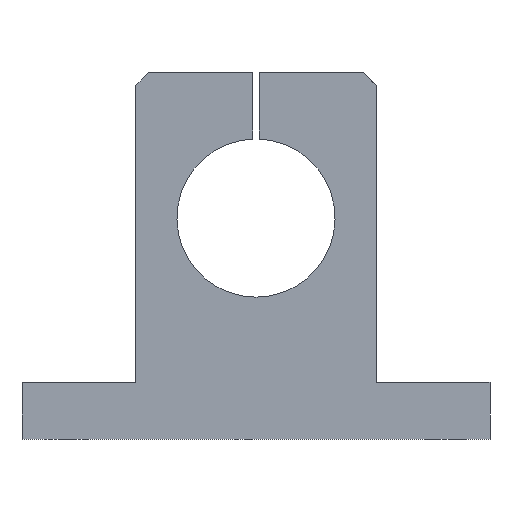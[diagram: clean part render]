
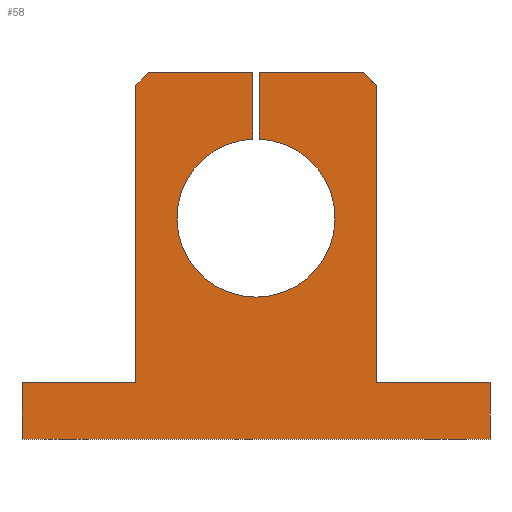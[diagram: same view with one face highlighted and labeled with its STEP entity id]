
A CAD part, front view. The second image highlights one B-rep face of the part: STEP entity #58.
In plain terms, the highlighted planar face has unit normal (0, -1, 0).
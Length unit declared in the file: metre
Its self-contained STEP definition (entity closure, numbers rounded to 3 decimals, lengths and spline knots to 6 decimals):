
#58 = ADVANCED_FACE( '', ( #139 ), #140, .F. );
#139 = FACE_OUTER_BOUND( '', #247, .T. );
#140 = PLANE( '', #248 );
#247 = EDGE_LOOP( '', ( #354, #355, #356, #357, #358, #359, #360, #361, #362, #363, #364, #365, #366, #367 ) );
#248 = AXIS2_PLACEMENT_3D( '', #368, #369, #370 );
#354 = ORIENTED_EDGE( '', *, *, #610, .F. );
#355 = ORIENTED_EDGE( '', *, *, #611, .T. );
#356 = ORIENTED_EDGE( '', *, *, #612, .F. );
#357 = ORIENTED_EDGE( '', *, *, #613, .T. );
#358 = ORIENTED_EDGE( '', *, *, #614, .T. );
#359 = ORIENTED_EDGE( '', *, *, #615, .T. );
#360 = ORIENTED_EDGE( '', *, *, #616, .F. );
#361 = ORIENTED_EDGE( '', *, *, #617, .T. );
#362 = ORIENTED_EDGE( '', *, *, #618, .F. );
#363 = ORIENTED_EDGE( '', *, *, #619, .F. );
#364 = ORIENTED_EDGE( '', *, *, #620, .F. );
#365 = ORIENTED_EDGE( '', *, *, #621, .F. );
#366 = ORIENTED_EDGE( '', *, *, #622, .F. );
#367 = ORIENTED_EDGE( '', *, *, #623, .F. );
#368 = CARTESIAN_POINT( '', ( -0.037, -0.0125, 0. ) );
#369 = DIRECTION( '', ( 0., 1., 0. ) );
#370 = DIRECTION( '', ( 0., 0., 1. ) );
#610 = EDGE_CURVE( '', #716, #717, #718, .T. );
#611 = EDGE_CURVE( '', #716, #719, #720, .F. );
#612 = EDGE_CURVE( '', #721, #719, #722, .T. );
#613 = EDGE_CURVE( '', #721, #723, #724, .T. );
#614 = EDGE_CURVE( '', #723, #725, #726, .T. );
#615 = EDGE_CURVE( '', #725, #727, #728, .T. );
#616 = EDGE_CURVE( '', #729, #727, #730, .T. );
#617 = EDGE_CURVE( '', #729, #731, #732, .F. );
#618 = EDGE_CURVE( '', #733, #731, #734, .T. );
#619 = EDGE_CURVE( '', #735, #733, #736, .T. );
#620 = EDGE_CURVE( '', #737, #735, #738, .T. );
#621 = EDGE_CURVE( '', #739, #737, #740, .T. );
#622 = EDGE_CURVE( '', #741, #739, #742, .T. );
#623 = EDGE_CURVE( '', #717, #741, #743, .T. );
#716 = VERTEX_POINT( '', #867 );
#717 = VERTEX_POINT( '', #868 );
#718 = LINE( '', #869, #870 );
#719 = VERTEX_POINT( '', #871 );
#720 = LINE( '', #872, #873 );
#721 = VERTEX_POINT( '', #874 );
#722 = LINE( '', #875, #876 );
#723 = VERTEX_POINT( '', #877 );
#724 = LINE( '', #878, #879 );
#725 = VERTEX_POINT( '', #880 );
#726 = CIRCLE( '', #881, 0.0125 );
#727 = VERTEX_POINT( '', #882 );
#728 = LINE( '', #883, #884 );
#729 = VERTEX_POINT( '', #885 );
#730 = LINE( '', #886, #887 );
#731 = VERTEX_POINT( '', #888 );
#732 = LINE( '', #889, #890 );
#733 = VERTEX_POINT( '', #891 );
#734 = LINE( '', #892, #893 );
#735 = VERTEX_POINT( '', #894 );
#736 = LINE( '', #895, #896 );
#737 = VERTEX_POINT( '', #897 );
#738 = LINE( '', #898, #899 );
#739 = VERTEX_POINT( '', #900 );
#740 = LINE( '', #901, #902 );
#741 = VERTEX_POINT( '', #903 );
#742 = LINE( '', #904, #905 );
#743 = LINE( '', #906, #907 );
#867 = CARTESIAN_POINT( '', ( 0.019, -0.0125, 0.056 ) );
#868 = CARTESIAN_POINT( '', ( 0.019, -0.0125, 0.009 ) );
#869 = CARTESIAN_POINT( '', ( 0.019, -0.0125, 0.058 ) );
#870 = VECTOR( '', #1079, 1. );
#871 = CARTESIAN_POINT( '', ( 0.017, -0.0125, 0.058 ) );
#872 = CARTESIAN_POINT( '', ( 0.017, -0.0125, 0.058 ) );
#873 = VECTOR( '', #1080, 1. );
#874 = CARTESIAN_POINT( '', ( 0.0005, -0.0125, 0.058 ) );
#875 = CARTESIAN_POINT( '', ( -0.019, -0.0125, 0.058 ) );
#876 = VECTOR( '', #1081, 1. );
#877 = CARTESIAN_POINT( '', ( 0.0005, -0.0125, 0.04749 ) );
#878 = CARTESIAN_POINT( '', ( 0.0005, -0.0125, 0.058 ) );
#879 = VECTOR( '', #1082, 1. );
#880 = CARTESIAN_POINT( '', ( -0.0005, -0.0125, 0.04749 ) );
#881 = AXIS2_PLACEMENT_3D( '', #1083, #1084, #1085 );
#882 = CARTESIAN_POINT( '', ( -0.0005, -0.0125, 0.058 ) );
#883 = CARTESIAN_POINT( '', ( -0.0005, -0.0125, 0.035 ) );
#884 = VECTOR( '', #1086, 1. );
#885 = CARTESIAN_POINT( '', ( -0.017, -0.0125, 0.058 ) );
#886 = CARTESIAN_POINT( '', ( -0.019, -0.0125, 0.058 ) );
#887 = VECTOR( '', #1087, 1. );
#888 = CARTESIAN_POINT( '', ( -0.019, -0.0125, 0.056 ) );
#889 = CARTESIAN_POINT( '', ( -0.019, -0.0125, 0.056 ) );
#890 = VECTOR( '', #1088, 1. );
#891 = CARTESIAN_POINT( '', ( -0.019, -0.0125, 0.009 ) );
#892 = CARTESIAN_POINT( '', ( -0.019, -0.0125, 0.009 ) );
#893 = VECTOR( '', #1089, 1. );
#894 = CARTESIAN_POINT( '', ( -0.037, -0.0125, 0.009 ) );
#895 = CARTESIAN_POINT( '', ( -0.037, -0.0125, 0.009 ) );
#896 = VECTOR( '', #1090, 1. );
#897 = CARTESIAN_POINT( '', ( -0.037, -0.0125, 0. ) );
#898 = CARTESIAN_POINT( '', ( -0.037, -0.0125, 0. ) );
#899 = VECTOR( '', #1091, 1. );
#900 = CARTESIAN_POINT( '', ( 0.037, -0.0125, 0. ) );
#901 = CARTESIAN_POINT( '', ( 0.037, -0.0125, 0. ) );
#902 = VECTOR( '', #1092, 1. );
#903 = CARTESIAN_POINT( '', ( 0.037, -0.0125, 0.009 ) );
#904 = CARTESIAN_POINT( '', ( 0.037, -0.0125, 0.009 ) );
#905 = VECTOR( '', #1093, 1. );
#906 = CARTESIAN_POINT( '', ( 0.019, -0.0125, 0.009 ) );
#907 = VECTOR( '', #1094, 1. );
#1079 = DIRECTION( '', ( 0., 0., -1. ) );
#1080 = DIRECTION( '', ( 0.707, 0., -0.707 ) );
#1081 = DIRECTION( '', ( 1., 0., 0. ) );
#1082 = DIRECTION( '', ( 0., 0., -1. ) );
#1083 = CARTESIAN_POINT( '', ( 0., -0.0125, 0.035 ) );
#1084 = DIRECTION( '', ( 0., 1., 0. ) );
#1085 = DIRECTION( '', ( 1., 0., 0. ) );
#1086 = DIRECTION( '', ( 0., 0., 1. ) );
#1087 = DIRECTION( '', ( 1., 0., 0. ) );
#1088 = DIRECTION( '', ( 0.707, 0., 0.707 ) );
#1089 = DIRECTION( '', ( 0., 0., 1. ) );
#1090 = DIRECTION( '', ( 1., 0., 0. ) );
#1091 = DIRECTION( '', ( 0., 0., 1. ) );
#1092 = DIRECTION( '', ( -1., 0., 0. ) );
#1093 = DIRECTION( '', ( 0., 0., -1. ) );
#1094 = DIRECTION( '', ( 1., 0., 0. ) );
